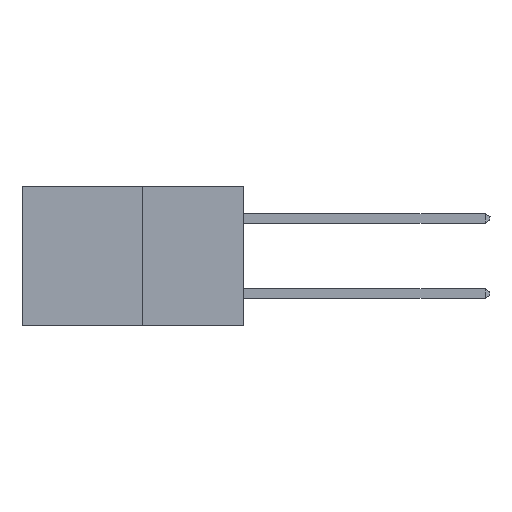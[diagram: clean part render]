
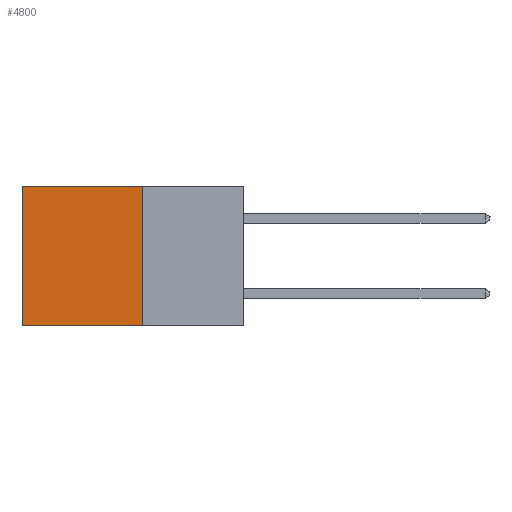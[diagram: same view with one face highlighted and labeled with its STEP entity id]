
A CAD part, left-side view. The second image highlights one B-rep face of the part: STEP entity #4800.
In plain terms, the highlighted planar face has unit normal (-1, 0, 0).
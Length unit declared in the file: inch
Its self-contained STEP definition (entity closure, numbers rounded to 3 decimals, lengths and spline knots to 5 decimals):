
#14 = LINE ( 'NONE', #6461, #14392 ) ;
#40 = LINE ( 'NONE', #13132, #7095 ) ;
#1541 = LINE ( 'NONE', #12533, #4811 ) ;
#2037 = DIRECTION ( 'NONE',  ( 0., 0., -1. ) ) ;
#2088 = EDGE_CURVE ( 'NONE', #15660, #2956, #16994, .T. ) ;
#2221 = ORIENTED_EDGE ( 'NONE', *, *, #12671, .F. ) ;
#2259 = PLANE ( 'NONE',  #16343 ) ;
#2371 = VECTOR ( 'NONE', #14092, 39.37008 ) ;
#2956 = VERTEX_POINT ( 'NONE', #9999 ) ;
#3409 = FACE_OUTER_BOUND ( 'NONE', #8834, .T. ) ;
#3646 = DIRECTION ( 'NONE',  ( 0., 0., -1. ) ) ;
#4800 = ADVANCED_FACE ( 'NONE', ( #3409 ), #2259, .F. ) ;
#4811 = VECTOR ( 'NONE', #5632, 39.37008 ) ;
#5257 = ORIENTED_EDGE ( 'NONE', *, *, #11802, .T. ) ;
#5632 = DIRECTION ( 'NONE',  ( 0., 1., 0. ) ) ;
#6461 = CARTESIAN_POINT ( 'NONE',  ( 0.277, 0.27, -0.37 ) ) ;
#6809 = CARTESIAN_POINT ( 'NONE',  ( 0.277, 0.59, -0.37 ) ) ;
#7095 = VECTOR ( 'NONE', #2037, 39.37008 ) ;
#7642 = VERTEX_POINT ( 'NONE', #6809 ) ;
#7816 = CARTESIAN_POINT ( 'NONE',  ( 0.277, 0.27, -0.37 ) ) ;
#7869 = DIRECTION ( 'NONE',  ( 0., 1., 0. ) ) ;
#8337 = ORIENTED_EDGE ( 'NONE', *, *, #14773, .T. ) ;
#8834 = EDGE_LOOP ( 'NONE', ( #5257, #2221, #17053, #8337 ) ) ;
#9999 = CARTESIAN_POINT ( 'NONE',  ( 0.277, 0.27, -0.37 ) ) ;
#11522 = CARTESIAN_POINT ( 'NONE',  ( 0.277, 0.59, 0. ) ) ;
#11802 = EDGE_CURVE ( 'NONE', #13677, #7642, #40, .T. ) ;
#11977 = DIRECTION ( 'NONE',  ( 1., 0., 0. ) ) ;
#12533 = CARTESIAN_POINT ( 'NONE',  ( 0.277, 0.27, 0. ) ) ;
#12671 = EDGE_CURVE ( 'NONE', #2956, #7642, #14, .T. ) ;
#13132 = CARTESIAN_POINT ( 'NONE',  ( 0.277, 0.59, -0.37 ) ) ;
#13591 = CARTESIAN_POINT ( 'NONE',  ( 0.277, 0.27, -0.37 ) ) ;
#13677 = VERTEX_POINT ( 'NONE', #11522 ) ;
#14092 = DIRECTION ( 'NONE',  ( 0., 0., -1. ) ) ;
#14392 = VECTOR ( 'NONE', #7869, 39.37008 ) ;
#14773 = EDGE_CURVE ( 'NONE', #15660, #13677, #1541, .T. ) ;
#15660 = VERTEX_POINT ( 'NONE', #17179 ) ;
#16343 = AXIS2_PLACEMENT_3D ( 'NONE', #7816, #11977, #3646 ) ;
#16994 = LINE ( 'NONE', #13591, #2371 ) ;
#17053 = ORIENTED_EDGE ( 'NONE', *, *, #2088, .F. ) ;
#17179 = CARTESIAN_POINT ( 'NONE',  ( 0.277, 0.27, 0. ) ) ;
